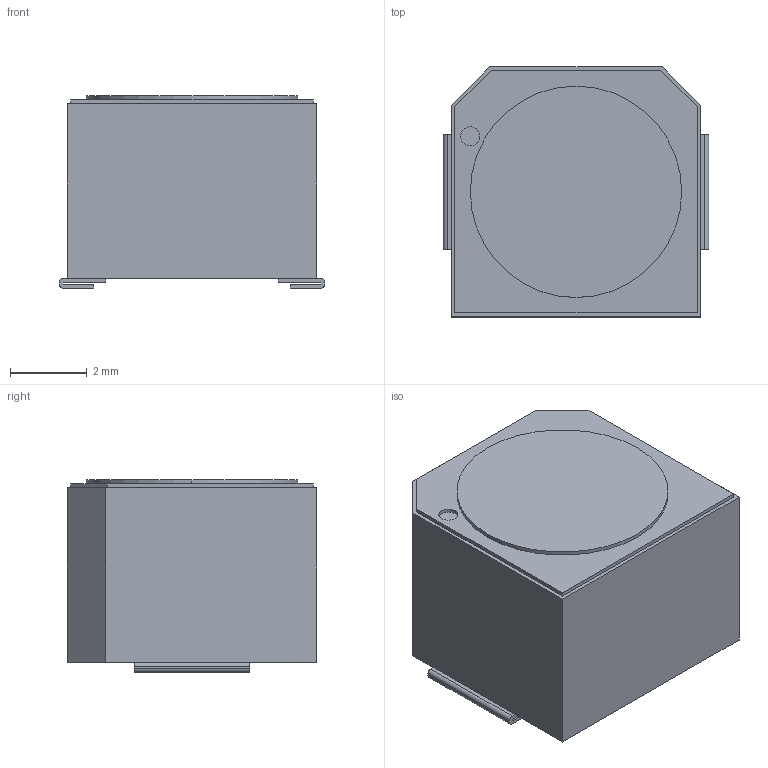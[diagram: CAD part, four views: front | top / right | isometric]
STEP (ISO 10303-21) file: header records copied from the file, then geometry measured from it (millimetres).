
FILE_DESCRIPTION((''),'2;1');
FILE_NAME('IND_PANASONIC_ELL6UH.stp','2010-04-22T16:52:48',(''),(''),'Mechanical Desktop 2010','Mechanical Desktop 2010',', , ');
FILE_SCHEMA(('AUTOMOTIVE_DESIGN { 1 2 10303 214 1 1 1 1 }'));
Length unit declared in the file: millimetre
Products named in the file (1): Product
Bounding box: 6.9 x 6.5 x 5 mm (x, y, z)
Volume: 195.2 mm3; surface area: 351.8 mm2
Topology: 5 solids, 5 shells, 46 faces, 108 edges, 72 vertices
Faces by surface type: plane 28, bspline 12, cylinder 6
Entity records: 1386 total; most frequent: CARTESIAN_POINT 291, ORIENTED_EDGE 216, DIRECTION 194, EDGE_CURVE 108, VECTOR 92, LINE 92, VERTEX_POINT 72, AXIS2_PLACEMENT_3D 51
